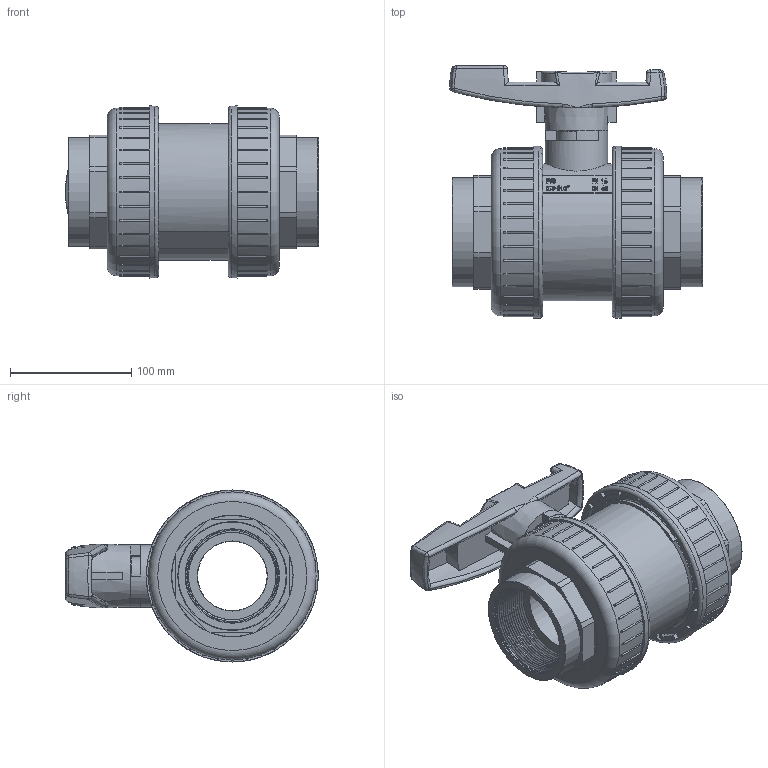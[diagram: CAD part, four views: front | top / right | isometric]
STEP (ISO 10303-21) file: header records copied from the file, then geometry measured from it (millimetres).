
FILE_DESCRIPTION(/* description */ (''),/* implementation_level */ '2;1');
FILE_NAME(/* name */ '75（灰体黑翘）.stp',/* time_stamp */ '2025-12-30T09:36:48+08:00',/* author */ (''),/* organization */ (''),/* preprocessor_version */ 'ST-DEVELOPER v16.7',/* originating_system */ 'SIEMENS PLM Software NX 12.0',/* authorisation */ '');
FILE_SCHEMA (('AUTOMOTIVE_DESIGN { 1 0 10303 214 3 1 1 1 }'));
Products named in the file (1): Admi045C429322xv
Bounding box: 208.86 x 208.47 x 142 mm (x, y, z)
Volume: 1696680.3 mm3; surface area: 473543 mm2
Topology: 16 solids, 16 shells, 1162 faces, 3265 edges, 2114 vertices
Faces by surface type: plane 563, cylinder 247, extrusion 136, sphere 85, bspline 70, torus 58, cone 3
Full cylindrical faces by diameter (mm): 3.442 x1, 4.59 x1, 25.681 x4, 31.724 x3, 33.235 x1, 34.745 x2, 37.767 x1, 51.568 x1, 57.405 x1, 57.8 x2, 58.916 x2, 60.427 x2, 68.282 x3, 69.491 x1, 71.001 x3, 75.184 x26, 76.44 x3, 77.044 x1, 78 x2, 83.842 x1, 84.809 x3, 89.734 x3, 90 x2, 92.906 x1, 98.193 x1, 99.704 x2, 100 x2, 100.308 x1, 100.5 x2, 115.3 x2
Entity records: 57299 total; most frequent: CARTESIAN_POINT 30831, ORIENTED_EDGE 5666, DIRECTION 4877, EDGE_CURVE 2833, VERTEX_POINT 1915, AXIS2_PLACEMENT_3D 1699, VECTOR 1479, LINE 1343
